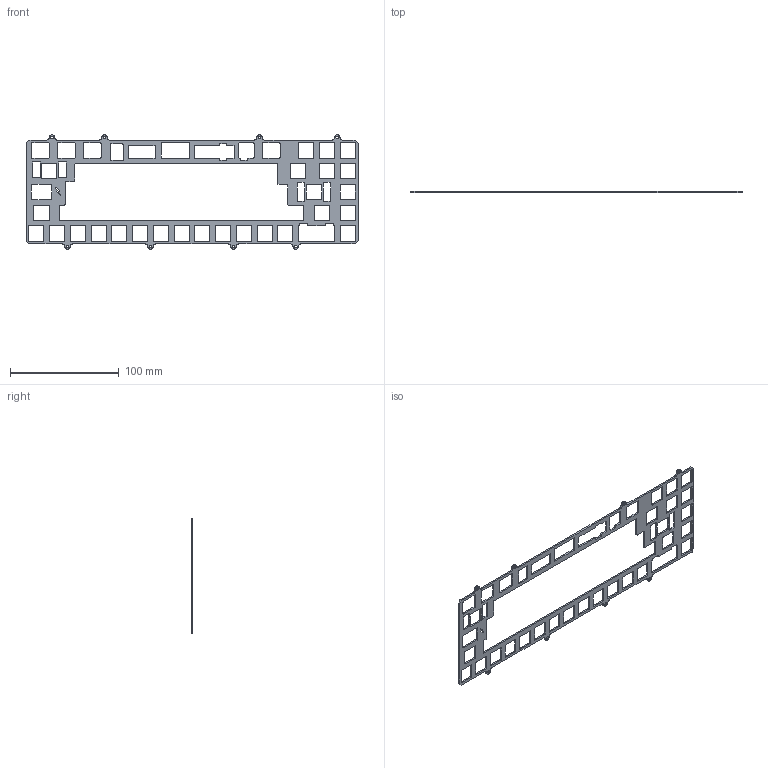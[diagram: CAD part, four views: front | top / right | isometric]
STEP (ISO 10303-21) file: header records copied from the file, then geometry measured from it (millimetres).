
FILE_DESCRIPTION(/* description */ (''),/* implementation_level */ '2;1');
FILE_NAME(/* name */ 'ptr65_plate_ansi_half.step',/* time_stamp */ '2025-06-05T23:09:47+08:00',/* author */ (''),/* organization */ (''),/* preprocessor_version */ 'ST-DEVELOPER v20.1',/* originating_system */ 'Autodesk Translation Framework v14.10.0.0',/* authorisation */ '');
FILE_SCHEMA (('AUTOMOTIVE_DESIGN { 1 0 10303 214 3 1 1 }'));
Length unit declared in the file: millimetre
Products named in the file (1): pika65
Bounding box: 304.8 x 1.5 x 105.25 mm (x, y, z)
Volume: 14829.5 mm3; surface area: 25553.2 mm2
Topology: 1 solids, 1 shells, 460 faces, 1374 edges, 916 vertices
Faces by surface type: cylinder 239, plane 214, bspline 7
Full cylindrical faces by diameter (mm): 2.5 x8
Entity records: 15932 total; most frequent: CARTESIAN_POINT 2846, DIRECTION 2758, ORIENTED_EDGE 2748, EDGE_CURVE 1374, AXIS2_PLACEMENT_3D 938, VERTEX_POINT 916, LINE 882, VECTOR 882
